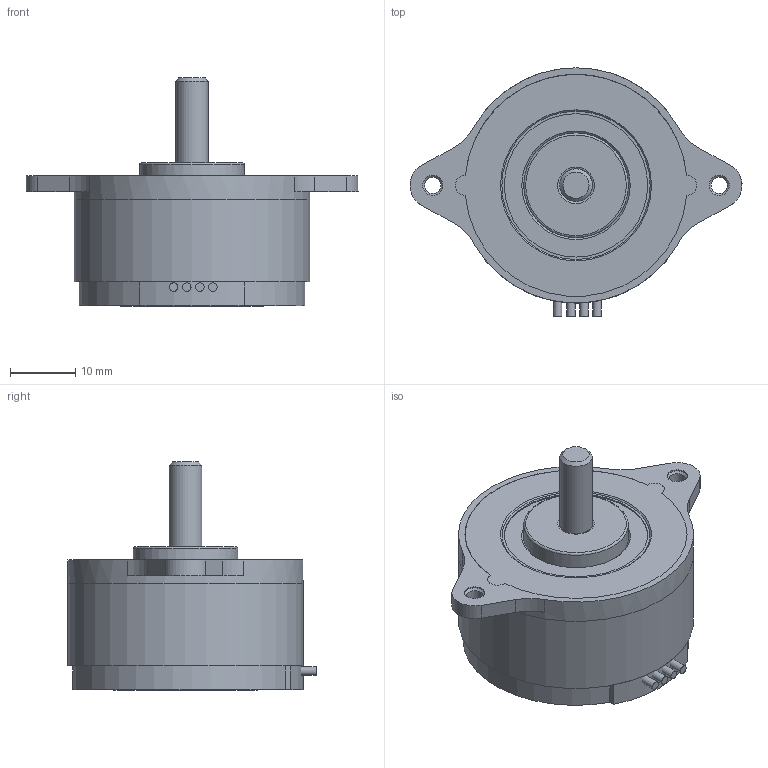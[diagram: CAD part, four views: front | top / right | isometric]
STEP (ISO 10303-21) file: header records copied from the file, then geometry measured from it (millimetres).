
FILE_DESCRIPTION(/* description */ (''),/* implementation_level */ '2;1');
FILE_NAME(/* name */ 'Moons.step',/* time_stamp */ '2025-05-15T11:18:20+01:00',/* author */ (''),/* organization */ (''),/* preprocessor_version */ 'ST-DEVELOPER v20.1',/* originating_system */ 'Autodesk Translation Framework v14.4.0.0',/* authorisation */ '');
FILE_SCHEMA (('AUTOMOTIVE_DESIGN { 1 0 10303 214 3 1 1 }'));
Length unit declared in the file: millimetre
Products named in the file (1): CSE14HRA2L4100_Default<As Machined>
Bounding box: 50.82 x 38 x 34.9 mm (x, y, z)
Volume: 25223.7 mm3; surface area: 14976.2 mm2
Topology: 13 solids, 17 shells, 148 faces, 316 edges, 210 vertices
Faces by surface type: plane 76, cylinder 51, cone 12, torus 9
Full cylindrical faces by diameter (mm): 1.3 x4, 2.5 x2, 3.1 x2, 5 x4, 13 x2, 13.5 x2, 16 x2, 21.86 x1, 21.94 x3, 21.96 x1, 31.4 x1, 33 x1, 34 x2, 36 x2
Entity records: 4116 total; most frequent: DIRECTION 773, CARTESIAN_POINT 675, ORIENTED_EDGE 632, EDGE_CURVE 316, AXIS2_PLACEMENT_3D 308, VERTEX_POINT 210, EDGE_LOOP 176, CIRCLE 159
